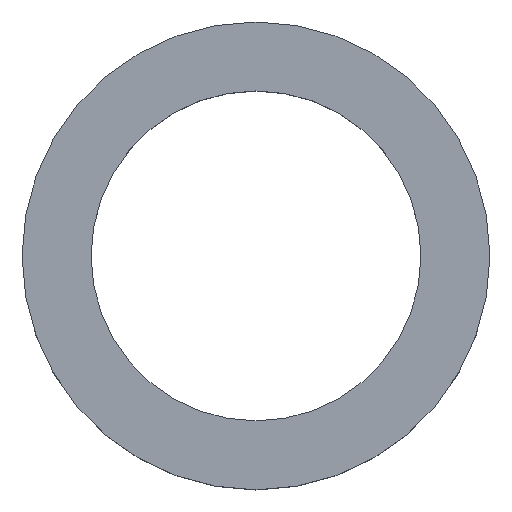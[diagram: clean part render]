
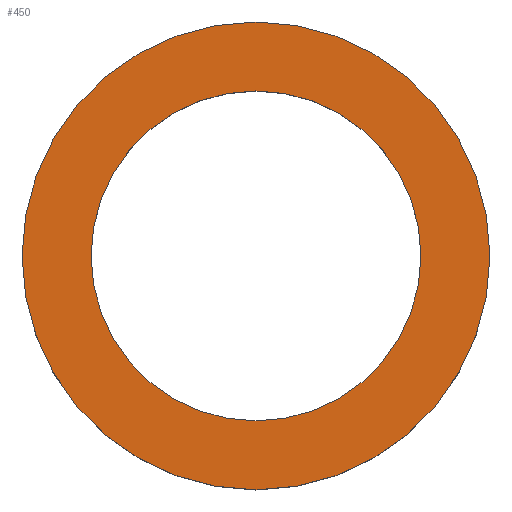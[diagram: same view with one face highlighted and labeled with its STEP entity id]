
A CAD part, top view. The second image highlights one B-rep face of the part: STEP entity #450.
In plain terms, the highlighted planar face has unit normal (0, 0, 1).
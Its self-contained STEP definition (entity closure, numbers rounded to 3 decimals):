
#128=FACE_BOUND('',#187,.T.);
#134=PLANE('',#539);
#146=FACE_OUTER_BOUND('',#186,.T.);
#186=EDGE_LOOP('',(#386));
#187=EDGE_LOOP('',(#387));
#225=CIRCLE('',#535,27.5);
#226=CIRCLE('',#537,39.);
#261=VERTEX_POINT('',#775);
#262=VERTEX_POINT('',#779);
#325=EDGE_CURVE('',#261,#261,#225,.T.);
#327=EDGE_CURVE('',#262,#262,#226,.T.);
#386=ORIENTED_EDGE('',*,*,#327,.T.);
#387=ORIENTED_EDGE('',*,*,#325,.T.);
#450=ADVANCED_FACE('',(#146,#128),#134,.T.);
#535=AXIS2_PLACEMENT_3D('',#776,#633,#634);
#537=AXIS2_PLACEMENT_3D('',#780,#638,#639);
#539=AXIS2_PLACEMENT_3D('',#784,#643,#644);
#633=DIRECTION('center_axis',(0.,0.,-1.));
#634=DIRECTION('ref_axis',(1.,0.,0.));
#638=DIRECTION('center_axis',(0.,0.,1.));
#639=DIRECTION('ref_axis',(1.,0.,0.));
#643=DIRECTION('center_axis',(0.,0.,1.));
#644=DIRECTION('ref_axis',(1.,0.,0.));
#775=CARTESIAN_POINT('',(-27.5,0.,16.));
#776=CARTESIAN_POINT('Origin',(0.,0.,16.));
#779=CARTESIAN_POINT('',(-39.,0.,16.));
#780=CARTESIAN_POINT('Origin',(0.,0.,16.));
#784=CARTESIAN_POINT('Origin',(0.,0.,16.));
